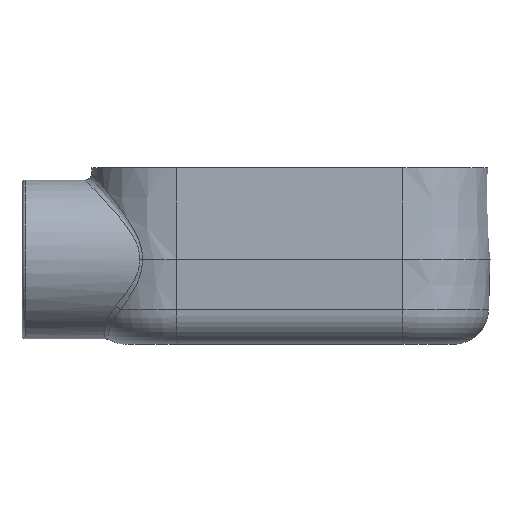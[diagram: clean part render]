
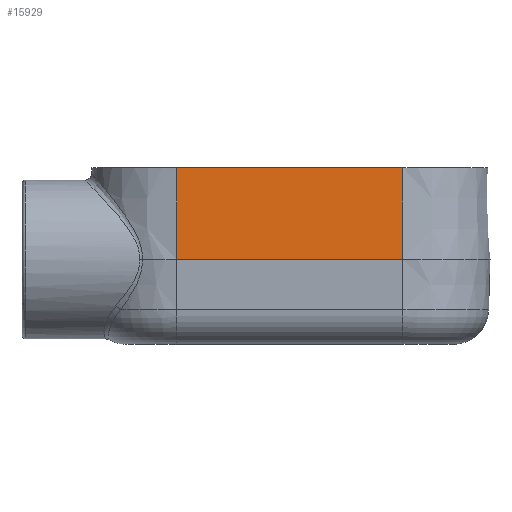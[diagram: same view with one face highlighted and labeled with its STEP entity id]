
A CAD part, front view. The second image highlights one B-rep face of the part: STEP entity #15929.
In plain terms, the highlighted planar face has unit normal (0, -1, 0.026).
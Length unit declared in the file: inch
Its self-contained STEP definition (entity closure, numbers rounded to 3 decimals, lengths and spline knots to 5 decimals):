
#1480=PLANE('',#16676);
#2301=FACE_OUTER_BOUND('',#3233,.T.);
#3233=EDGE_LOOP('',(#14821,#14822,#14823,#14824));
#4856=LINE('',#29088,#6456);
#4857=LINE('',#29421,#6457);
#4858=LINE('',#29424,#6458);
#4859=LINE('',#29425,#6459);
#6456=VECTOR('',#19652,1.62556);
#6457=VECTOR('',#19659,1.62556);
#6458=VECTOR('',#19664,4.);
#6459=VECTOR('',#19665,4.);
#8122=VERTEX_POINT('',#28932);
#8124=VERTEX_POINT('',#29086);
#8127=VERTEX_POINT('',#29418);
#8128=VERTEX_POINT('',#29420);
#10382=EDGE_CURVE('',#8124,#8122,#4856,.T.);
#10386=EDGE_CURVE('',#8128,#8127,#4857,.T.);
#10388=EDGE_CURVE('',#8122,#8127,#4858,.F.);
#10389=EDGE_CURVE('',#8124,#8128,#4859,.T.);
#14821=ORIENTED_EDGE('',*,*,#10386,.T.);
#14822=ORIENTED_EDGE('',*,*,#10388,.F.);
#14823=ORIENTED_EDGE('',*,*,#10382,.F.);
#14824=ORIENTED_EDGE('',*,*,#10389,.T.);
#15929=ADVANCED_FACE('',(#2301),#1480,.T.);
#16676=AXIS2_PLACEMENT_3D('',#29423,#19662,#19663);
#19652=DIRECTION('',(0.,-0.026,-1.));
#19659=DIRECTION('',(0.,-0.026,-1.));
#19662=DIRECTION('center_axis',(0.,-1.,
0.026));
#19663=DIRECTION('ref_axis',(0.,-0.026,-1.));
#19664=DIRECTION('',(1.,0.,0.));
#19665=DIRECTION('',(-1.,0.,0.));
#28932=CARTESIAN_POINT('',(2.,-1.54255,0.));
#29086=CARTESIAN_POINT('',(2.,-1.5,1.625));
#29088=CARTESIAN_POINT('',(2.,-1.5,1.625));
#29418=CARTESIAN_POINT('',(-2.,-1.54255,0.));
#29420=CARTESIAN_POINT('',(-2.,-1.5,1.625));
#29421=CARTESIAN_POINT('',(-2.,-1.5,1.625));
#29423=CARTESIAN_POINT('Origin',(2.,-1.54255,0.));
#29424=CARTESIAN_POINT('',(-2.,-1.54255,0.));
#29425=CARTESIAN_POINT('',(2.,-1.5,1.625));
